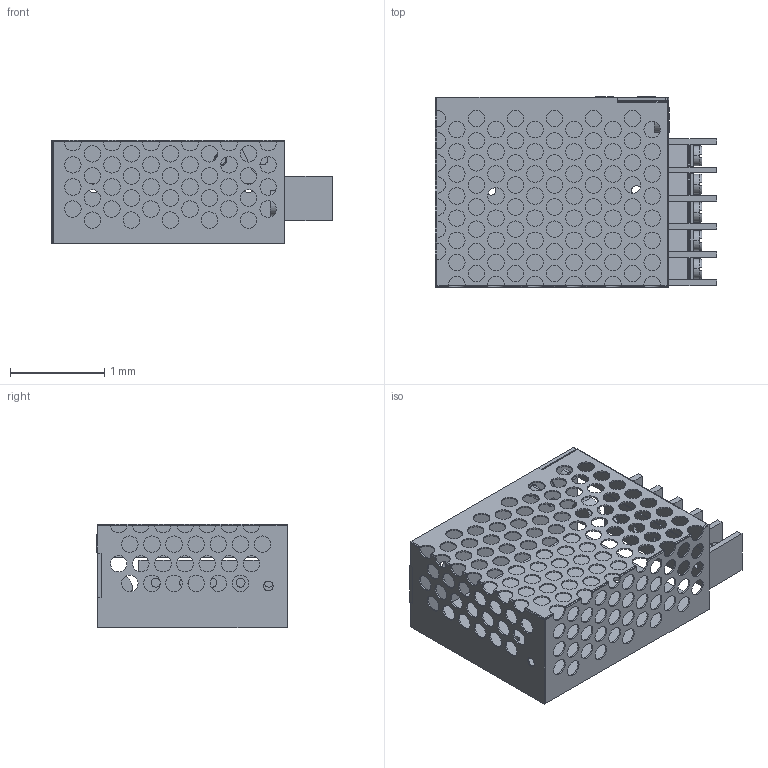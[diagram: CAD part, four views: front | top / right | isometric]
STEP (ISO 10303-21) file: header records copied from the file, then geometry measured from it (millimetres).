
FILE_DESCRIPTION( ( 'STEP AP214' ), '1' );
FILE_NAME( 'tmp0.stp', '2015-03-23T00:01:31', ( ' ' ), ( ' ' ), 'XStep 1.0', ' ', ' ' );
FILE_SCHEMA( ( 'automotive_design' ) );
Length unit declared in the file: millimetre
Products named in the file (21): 1; 2; 3; 4; 5; 6; 7; 8; 9; 10; 11; 12; 13; 14; 15; 16; 17; 18; 19; 20; 21
Bounding box: 2.99 x 2.02 x 1.1 mm (x, y, z)
Volume: 0.6 mm3; surface area: 38.2 mm2
Topology: 21 solids, 21 shells, 878 faces, 2438 edges, 1584 vertices
Faces by surface type: cylinder 554, plane 306, torus 10, cone 8
Entity records: 58024 total; most frequent: CARTESIAN_POINT 6453, DIRECTION 5216, STYLED_ITEM 4921, PRESENTATION_STYLE_ASSIGNMENT 4921, COLOUR_RGB 4921, ORIENTED_EDGE 4876, EDGE_CURVE 2438, CURVE_STYLE 2438
